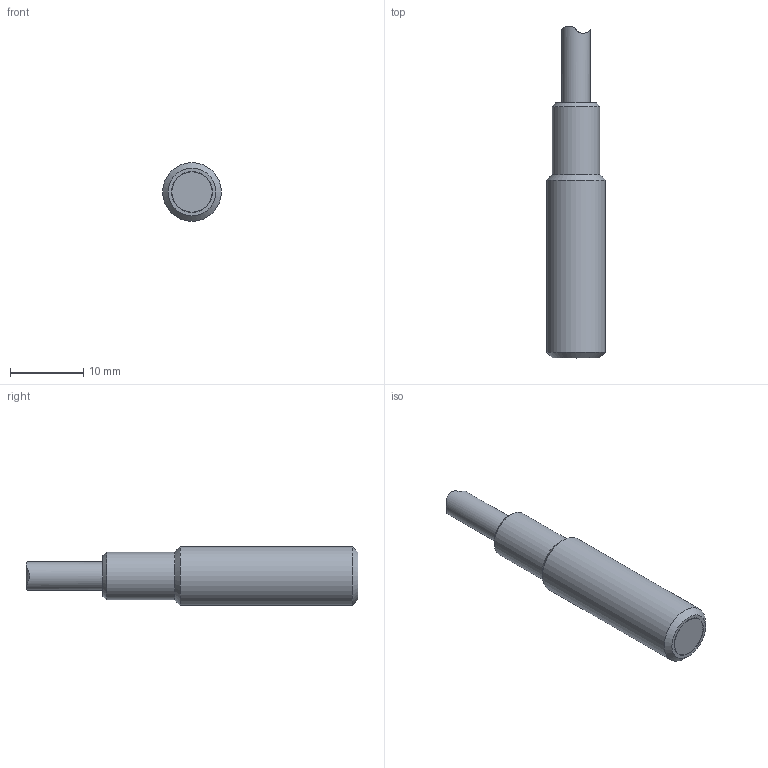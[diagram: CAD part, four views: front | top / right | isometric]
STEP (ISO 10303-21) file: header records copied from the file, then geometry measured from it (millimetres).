
FILE_DESCRIPTION(/* description */ (''),/* implementation_level */ '2;1');
FILE_NAME(/* name */ '400100_Shrinkwrap_1.stp',/* time_stamp */ '2021-12-21T10:02:31+01:00',/* author */ ('Krieger Anja'),/* organization */ (''),/* preprocessor_version */ 'ST-DEVELOPER v18.1',/* originating_system */ 'Autodesk Inventor 2021',/* authorisation */ '');
FILE_SCHEMA (('AUTOMOTIVE_DESIGN { 1 0 10303 214 3 1 1 }'));
Length unit declared in the file: millimetre
Products named in the file (1): 400100_Shrinkwrap_1
Bounding box: 8 x 45.3 x 8 mm (x, y, z)
Volume: 1679.5 mm3; surface area: 1267.5 mm2
Topology: 1 solids, 1 shells, 14 faces, 28 edges, 19 vertices
Faces by surface type: cylinder 7, plane 4, cone 3
Full cylindrical faces by diameter (mm): 3.9 x1, 5.5 x1, 5.6 x1, 6.5 x1, 8 x1
Entity records: 518 total; most frequent: CARTESIAN_POINT 122, DIRECTION 69, ORIENTED_EDGE 56, AXIS2_PLACEMENT_3D 30, EDGE_CURVE 28, VERTEX_POINT 19, EDGE_LOOP 17, CIRCLE 15
